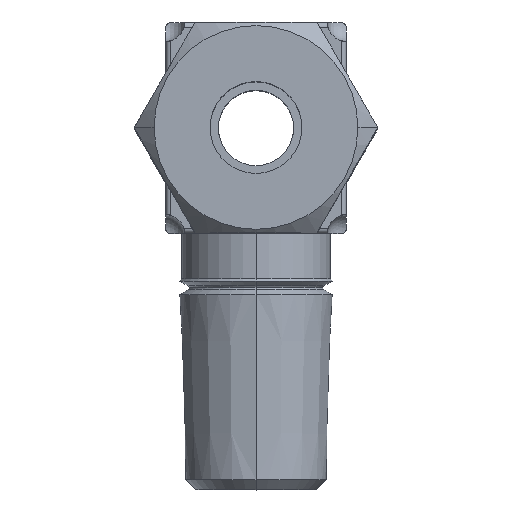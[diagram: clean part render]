
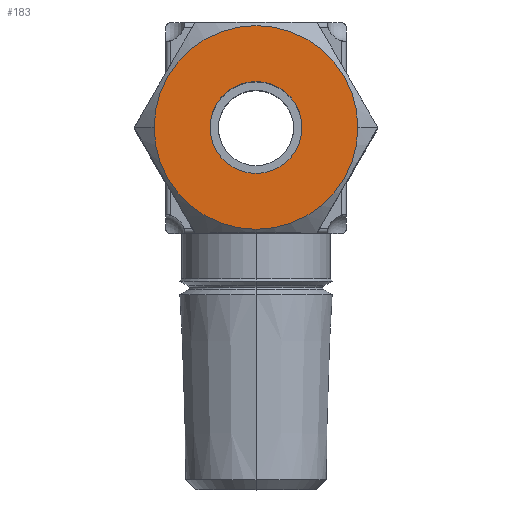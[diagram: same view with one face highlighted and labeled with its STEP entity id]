
A CAD part, top view. The second image highlights one B-rep face of the part: STEP entity #183.
In plain terms, the highlighted face is planar.
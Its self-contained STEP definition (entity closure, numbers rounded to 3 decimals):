
#162 = ORIENTED_EDGE ( 'NONE', *, *, #3587, .F. ) ;
#163 = ORIENTED_EDGE ( 'NONE', *, *, #164, .F. ) ;
#164 = EDGE_CURVE ( 'NONE', #3578, #3603, #1155, .T. ) ;
#183 = ADVANCED_FACE ( 'NONE', ( #1196, #1195 ), #1192, .F. ) ;
#184 = EDGE_LOOP ( 'NONE', ( #185, #187 ) ) ;
#185 = ORIENTED_EDGE ( 'NONE', *, *, #186, .T. ) ;
#186 = EDGE_CURVE ( 'NONE', #3486, #3502, #1193, .T. ) ;
#187 = ORIENTED_EDGE ( 'NONE', *, *, #3503, .T. ) ;
#188 = EDGE_LOOP ( 'NONE', ( #162, #163 ) ) ;
#1154 = AXIS2_PLACEMENT_3D ( 'NONE', #1173, #1172, #1171 ) ;
#1155 = CIRCLE ( 'NONE', #1154, 6.76 ) ;
#1171 = DIRECTION ( 'NONE',  ( 1., 0., 0. ) ) ;
#1172 = DIRECTION ( 'NONE',  ( 0., 0., 1. ) ) ;
#1173 = CARTESIAN_POINT ( 'NONE',  ( 0., 0., -19.5 ) ) ;
#1192 = PLANE ( 'NONE',  #1194 ) ;
#1193 = CIRCLE ( 'NONE', #1249, 3.05 ) ;
#1194 = AXIS2_PLACEMENT_3D ( 'NONE', #1252, #1251, #1250 ) ;
#1195 = FACE_OUTER_BOUND ( 'NONE', #188, .T. ) ;
#1196 = FACE_BOUND ( 'NONE', #184, .T. ) ;
#1246 = DIRECTION ( 'NONE',  ( 0., -1., 0. ) ) ;
#1247 = DIRECTION ( 'NONE',  ( 0., 0., 1. ) ) ;
#1248 = CARTESIAN_POINT ( 'NONE',  ( 0., 0., -19.5 ) ) ;
#1249 = AXIS2_PLACEMENT_3D ( 'NONE', #1248, #1247, #1246 ) ;
#1250 = DIRECTION ( 'NONE',  ( 0., -1., 0. ) ) ;
#1251 = DIRECTION ( 'NONE',  ( 0., 0., 1. ) ) ;
#1252 = CARTESIAN_POINT ( 'NONE',  ( 0., 8.083, -19.5 ) ) ;
#2648 = CARTESIAN_POINT ( 'NONE',  ( 0., -3.05, -19.5 ) ) ;
#2693 = DIRECTION ( 'NONE',  ( 0., -1., 0. ) ) ;
#2694 = DIRECTION ( 'NONE',  ( 0., 0., 1. ) ) ;
#2695 = CARTESIAN_POINT ( 'NONE',  ( 0., 0., -19.5 ) ) ;
#2696 = AXIS2_PLACEMENT_3D ( 'NONE', #2695, #2694, #2693 ) ;
#2697 = CIRCLE ( 'NONE', #2696, 3.05 ) ;
#2698 = CARTESIAN_POINT ( 'NONE',  ( 0., 3.05, -19.5 ) ) ;
#2772 = DIRECTION ( 'NONE',  ( 1., 0., 0. ) ) ;
#2773 = DIRECTION ( 'NONE',  ( 0., 0., 1. ) ) ;
#2774 = CARTESIAN_POINT ( 'NONE',  ( 0., 0., -19.5 ) ) ;
#2775 = AXIS2_PLACEMENT_3D ( 'NONE', #2774, #2773, #2772 ) ;
#2776 = CIRCLE ( 'NONE', #2775, 6.76 ) ;
#2794 = CARTESIAN_POINT ( 'NONE',  ( -6.76, 0., -19.5 ) ) ;
#2809 = CARTESIAN_POINT ( 'NONE',  ( 6.76, 0., -19.5 ) ) ;
#3486 = VERTEX_POINT ( 'NONE', #2648 ) ;
#3502 = VERTEX_POINT ( 'NONE', #2698 ) ;
#3503 = EDGE_CURVE ( 'NONE', #3502, #3486, #2697, .T. ) ;
#3578 = VERTEX_POINT ( 'NONE', #2794 ) ;
#3587 = EDGE_CURVE ( 'NONE', #3603, #3578, #2776, .T. ) ;
#3603 = VERTEX_POINT ( 'NONE', #2809 ) ;
